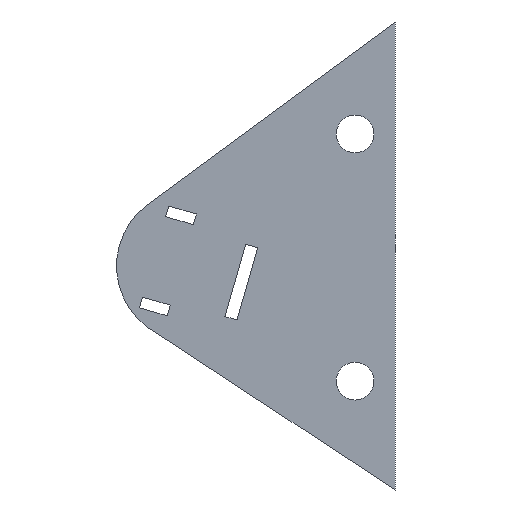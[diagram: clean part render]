
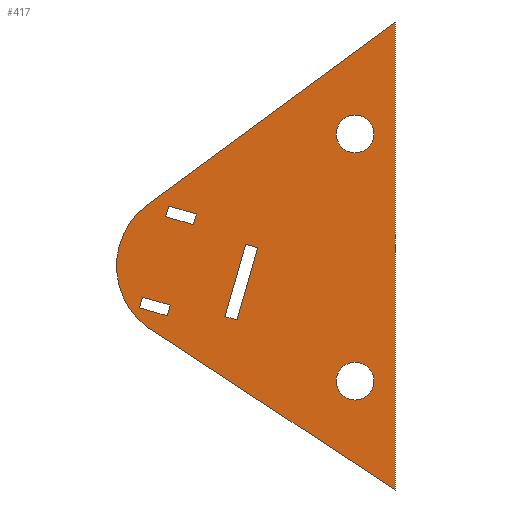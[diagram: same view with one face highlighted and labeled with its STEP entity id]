
A CAD part, left-side view. The second image highlights one B-rep face of the part: STEP entity #417.
In plain terms, the highlighted planar face has unit normal (-1, 0, 0).
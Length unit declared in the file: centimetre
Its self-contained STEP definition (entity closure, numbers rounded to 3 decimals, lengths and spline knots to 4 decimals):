
#27=FACE_BOUND('',#87,.T.);
#28=FACE_BOUND('',#88,.T.);
#29=FACE_BOUND('',#89,.T.);
#30=FACE_BOUND('',#90,.T.);
#31=FACE_BOUND('',#91,.T.);
#37=CIRCLE('',#436,0.1786);
#39=CIRCLE('',#439,0.1786);
#42=CIRCLE('',#445,0.7248);
#64=FACE_OUTER_BOUND('',#86,.T.);
#86=EDGE_LOOP('',(#346,#347,#348,#349));
#87=EDGE_LOOP('',(#350,#351,#352,#353));
#88=EDGE_LOOP('',(#354,#355,#356,#357));
#89=EDGE_LOOP('',(#358,#359,#360,#361));
#90=EDGE_LOOP('',(#362));
#91=EDGE_LOOP('',(#363));
#100=LINE('',#569,#146);
#103=LINE('',#575,#149);
#106=LINE('',#581,#152);
#109=LINE('',#585,#155);
#112=LINE('',#593,#158);
#115=LINE('',#599,#161);
#118=LINE('',#605,#164);
#121=LINE('',#609,#167);
#124=LINE('',#617,#170);
#127=LINE('',#623,#173);
#130=LINE('',#629,#176);
#133=LINE('',#633,#179);
#136=LINE('',#651,#182);
#139=LINE('',#657,#185);
#143=LINE('',#667,#189);
#146=VECTOR('',#461,1.);
#149=VECTOR('',#466,1.);
#152=VECTOR('',#471,1.);
#155=VECTOR('',#476,1.);
#158=VECTOR('',#481,1.);
#161=VECTOR('',#486,1.);
#164=VECTOR('',#491,1.);
#167=VECTOR('',#496,1.);
#170=VECTOR('',#501,1.);
#173=VECTOR('',#506,1.);
#176=VECTOR('',#511,1.);
#179=VECTOR('',#516,1.);
#182=VECTOR('',#533,1.);
#185=VECTOR('',#538,1.);
#189=VECTOR('',#550,1.);
#192=VERTEX_POINT('',#566);
#193=VERTEX_POINT('',#568);
#195=VERTEX_POINT('',#574);
#197=VERTEX_POINT('',#580);
#200=VERTEX_POINT('',#590);
#201=VERTEX_POINT('',#592);
#203=VERTEX_POINT('',#598);
#205=VERTEX_POINT('',#604);
#208=VERTEX_POINT('',#614);
#209=VERTEX_POINT('',#616);
#211=VERTEX_POINT('',#622);
#213=VERTEX_POINT('',#628);
#214=VERTEX_POINT('',#635);
#216=VERTEX_POINT('',#640);
#220=VERTEX_POINT('',#648);
#221=VERTEX_POINT('',#650);
#223=VERTEX_POINT('',#656);
#225=VERTEX_POINT('',#662);
#228=EDGE_CURVE('',#193,#192,#100,.T.);
#231=EDGE_CURVE('',#195,#193,#103,.T.);
#234=EDGE_CURVE('',#197,#195,#106,.T.);
#237=EDGE_CURVE('',#192,#197,#109,.T.);
#240=EDGE_CURVE('',#201,#200,#112,.T.);
#243=EDGE_CURVE('',#203,#201,#115,.T.);
#246=EDGE_CURVE('',#205,#203,#118,.T.);
#249=EDGE_CURVE('',#200,#205,#121,.T.);
#252=EDGE_CURVE('',#209,#208,#124,.T.);
#255=EDGE_CURVE('',#211,#209,#127,.T.);
#258=EDGE_CURVE('',#213,#211,#130,.T.);
#261=EDGE_CURVE('',#208,#213,#133,.T.);
#262=EDGE_CURVE('',#214,#214,#37,.T.);
#264=EDGE_CURVE('',#216,#216,#39,.T.);
#268=EDGE_CURVE('',#221,#220,#136,.T.);
#271=EDGE_CURVE('',#223,#221,#139,.T.);
#274=EDGE_CURVE('',#225,#223,#42,.T.);
#277=EDGE_CURVE('',#220,#225,#143,.T.);
#346=ORIENTED_EDGE('',*,*,#277,.T.);
#347=ORIENTED_EDGE('',*,*,#274,.T.);
#348=ORIENTED_EDGE('',*,*,#271,.T.);
#349=ORIENTED_EDGE('',*,*,#268,.T.);
#350=ORIENTED_EDGE('',*,*,#234,.T.);
#351=ORIENTED_EDGE('',*,*,#231,.T.);
#352=ORIENTED_EDGE('',*,*,#228,.T.);
#353=ORIENTED_EDGE('',*,*,#237,.T.);
#354=ORIENTED_EDGE('',*,*,#246,.T.);
#355=ORIENTED_EDGE('',*,*,#243,.T.);
#356=ORIENTED_EDGE('',*,*,#240,.T.);
#357=ORIENTED_EDGE('',*,*,#249,.T.);
#358=ORIENTED_EDGE('',*,*,#258,.T.);
#359=ORIENTED_EDGE('',*,*,#255,.T.);
#360=ORIENTED_EDGE('',*,*,#252,.T.);
#361=ORIENTED_EDGE('',*,*,#261,.T.);
#362=ORIENTED_EDGE('',*,*,#264,.T.);
#363=ORIENTED_EDGE('',*,*,#262,.T.);
#397=PLANE('',#447);
#417=ADVANCED_FACE('',(#64,#27,#28,#29,#30,#31),#397,.T.);
#436=AXIS2_PLACEMENT_3D('',#636,#519,#520);
#439=AXIS2_PLACEMENT_3D('',#641,#525,#526);
#445=AXIS2_PLACEMENT_3D('',#663,#544,#545);
#447=AXIS2_PLACEMENT_3D('',#668,#551,#552);
#461=DIRECTION('',(0.,-0.961,-0.276));
#466=DIRECTION('',(0.,-0.276,0.961));
#471=DIRECTION('',(0.,0.961,0.276));
#476=DIRECTION('',(0.,0.276,-0.961));
#481=DIRECTION('',(0.,-0.961,-0.276));
#486=DIRECTION('',(0.,-0.276,0.961));
#491=DIRECTION('',(0.,0.961,0.276));
#496=DIRECTION('',(0.,0.276,-0.961));
#501=DIRECTION('',(0.,-0.961,-0.276));
#506=DIRECTION('',(0.,-0.276,0.961));
#511=DIRECTION('',(0.,0.961,0.276));
#516=DIRECTION('',(0.,0.276,-0.961));
#519=DIRECTION('center_axis',(1.,0.,0.));
#520=DIRECTION('ref_axis',(0.,0.,-1.));
#525=DIRECTION('center_axis',(1.,0.,0.));
#526=DIRECTION('ref_axis',(0.,0.,-1.));
#533=DIRECTION('',(0.,0.,1.));
#538=DIRECTION('',(0.,-0.835,-0.55));
#544=DIRECTION('center_axis',(-1.,0.,0.));
#545=DIRECTION('ref_axis',(0.,0.573,0.819));
#550=DIRECTION('',(0.,0.805,-0.593));
#551=DIRECTION('center_axis',(-1.,0.,0.));
#552=DIRECTION('ref_axis',(0.,0.,-1.));
#566=CARTESIAN_POINT('',(0.8294,3.0196,-5.349));
#568=CARTESIAN_POINT('',(0.8294,3.2823,-5.2736));
#569=CARTESIAN_POINT('',(0.8294,2.8378,-5.4011));
#574=CARTESIAN_POINT('',(0.8294,3.3112,-5.3746));
#575=CARTESIAN_POINT('',(0.8294,3.2043,-5.0018));
#580=CARTESIAN_POINT('',(0.8294,3.0485,-5.4499));
#581=CARTESIAN_POINT('',(0.8294,2.7354,-5.5397));
#585=CARTESIAN_POINT('',(0.8294,2.9272,-5.0266));
#590=CARTESIAN_POINT('',(0.8294,2.7721,-4.4859));
#592=CARTESIAN_POINT('',(0.8294,3.0348,-4.4106));
#593=CARTESIAN_POINT('',(0.8294,2.5903,-4.5381));
#598=CARTESIAN_POINT('',(0.8294,3.0638,-4.5116));
#599=CARTESIAN_POINT('',(0.8294,3.0806,-4.5703));
#604=CARTESIAN_POINT('',(0.8294,2.8011,-4.5869));
#605=CARTESIAN_POINT('',(0.8294,2.4879,-4.6767));
#609=CARTESIAN_POINT('',(0.8294,2.8034,-4.5951));
#614=CARTESIAN_POINT('',(0.8294,2.1901,-4.8046));
#616=CARTESIAN_POINT('',(0.8294,2.3053,-4.7715));
#617=CARTESIAN_POINT('',(0.8294,2.2456,-4.7886));
#622=CARTESIAN_POINT('',(0.8294,2.5017,-5.4563));
#623=CARTESIAN_POINT('',(0.8294,2.4147,-5.153));
#628=CARTESIAN_POINT('',(0.8294,2.3864,-5.4893));
#629=CARTESIAN_POINT('',(0.8294,2.3844,-5.4899));
#633=CARTESIAN_POINT('',(0.8294,2.2013,-4.8437));
#635=CARTESIAN_POINT('',(0.8294,1.2693,-5.8907));
#636=CARTESIAN_POINT('Origin',(0.8294,1.2693,-6.0693));
#640=CARTESIAN_POINT('',(0.8294,1.2693,-3.55));
#641=CARTESIAN_POINT('Origin',(0.8294,1.2693,-3.7286));
#648=CARTESIAN_POINT('',(0.8294,0.889,-2.6682));
#650=CARTESIAN_POINT('',(0.8294,0.889,-7.0997));
#651=CARTESIAN_POINT('',(0.8294,0.889,-2.6682));
#656=CARTESIAN_POINT('',(0.8294,3.1289,-5.6262));
#657=CARTESIAN_POINT('',(0.8294,3.1289,-5.6262));
#662=CARTESIAN_POINT('',(0.8294,3.2184,-4.3848));
#663=CARTESIAN_POINT('Origin',(0.8294,2.803,-4.9788));
#667=CARTESIAN_POINT('',(0.8294,3.2184,-4.3848));
#668=CARTESIAN_POINT('Origin',(0.8294,2.2084,-4.8839));
